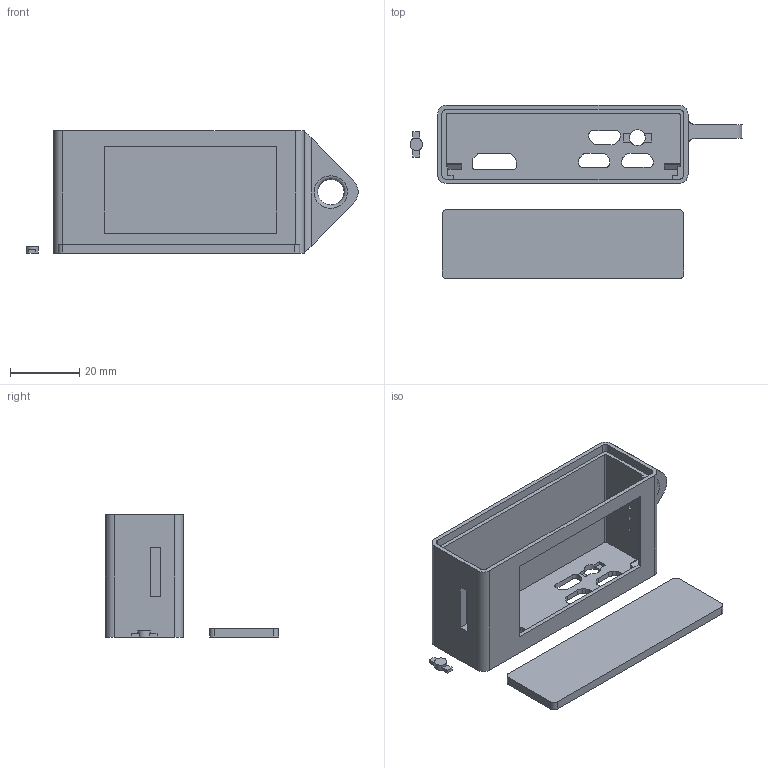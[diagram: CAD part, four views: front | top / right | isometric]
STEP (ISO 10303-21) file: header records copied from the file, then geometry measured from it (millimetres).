
FILE_DESCRIPTION(/* description */ (''),/* implementation_level */ '2;1');
FILE_NAME(/* name */ 'pwnagotchi-waveshare-slim-pisugar900-loop.step',/* time_stamp */ '2020-01-23T18:11:29+07:00',/* author */ (''),/* organization */ (''),/* preprocessor_version */ 'ST-DEVELOPER v18',/* originating_system */ 'Autodesk Translation Framework v8.12.0.6',/* authorisation */ '');
FILE_SCHEMA (('AUTOMOTIVE_DESIGN { 1 0 10303 214 3 1 1 }'));
Length unit declared in the file: millimetre
Products named in the file (4): Pwnagotchi Mk. 2; Case WS Slim PiSugar 900; Button PiSugar; Lid Sugar 900
Assembly tree (3 placements, depth 2):
  Pwnagotchi Mk. 2
    Case WS Slim PiSugar 900
    Button PiSugar
    Lid Sugar 900
Bounding box: 96.06 x 50.1 x 35.34 mm (x, y, z)
Volume: 16850.5 mm3; surface area: 17732.1 mm2
Topology: 4 solids, 4 shells, 163 faces, 461 edges, 307 vertices
Faces by surface type: plane 113, cylinder 47, bspline 3
Full cylindrical faces by diameter (mm): 3.6 x1, 4.6 x1
Entity records: 5702 total; most frequent: CARTESIAN_POINT 1213, ORIENTED_EDGE 922, DIRECTION 898, EDGE_CURVE 461, LINE 348, VECTOR 348, VERTEX_POINT 307, AXIS2_PLACEMENT_3D 275
